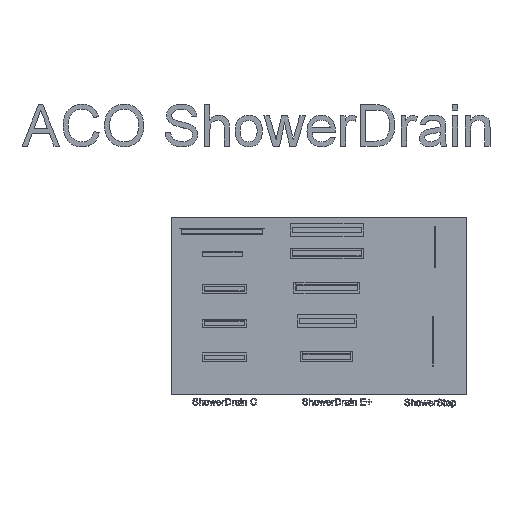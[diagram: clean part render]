
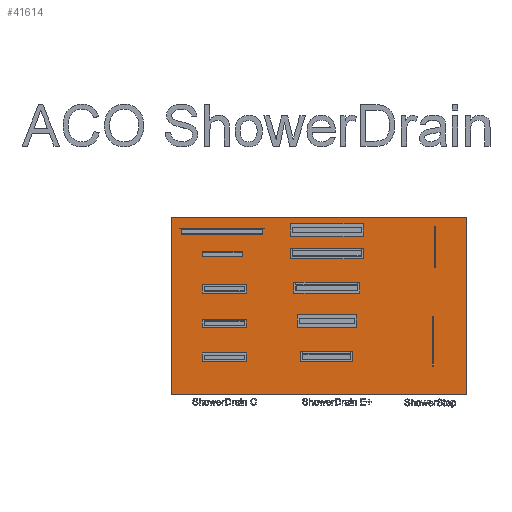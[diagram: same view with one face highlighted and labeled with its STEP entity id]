
A CAD part, top view. The second image highlights one B-rep face of the part: STEP entity #41614.
In plain terms, the highlighted planar face has unit normal (0, 0, 1).
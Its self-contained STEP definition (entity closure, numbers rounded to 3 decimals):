
#2536=FACE_OUTER_BOUND('',#4775,.T.);
#4775=EDGE_LOOP('',(#35313,#35314,#35315,#35316));
#9906=LINE('',#66110,#15527);
#9907=LINE('',#66112,#15528);
#9908=LINE('',#66114,#15529);
#9909=LINE('',#66115,#15530);
#15527=VECTOR('',#54116,304.8);
#15528=VECTOR('',#54117,304.8);
#15529=VECTOR('',#54118,304.8);
#15530=VECTOR('',#54119,304.8);
#19645=VERTEX_POINT('',#66108);
#19646=VERTEX_POINT('',#66109);
#19647=VERTEX_POINT('',#66111);
#19648=VERTEX_POINT('',#66113);
#25004=EDGE_CURVE('',#19645,#19646,#9906,.T.);
#25005=EDGE_CURVE('',#19646,#19647,#9907,.T.);
#25006=EDGE_CURVE('',#19647,#19648,#9908,.T.);
#25007=EDGE_CURVE('',#19648,#19645,#9909,.T.);
#35313=ORIENTED_EDGE('',*,*,#25004,.T.);
#35314=ORIENTED_EDGE('',*,*,#25005,.T.);
#35315=ORIENTED_EDGE('',*,*,#25006,.T.);
#35316=ORIENTED_EDGE('',*,*,#25007,.T.);
#39499=PLANE('',#45499);
#41614=ADVANCED_FACE('',(#2536),#39499,.T.);
#45499=AXIS2_PLACEMENT_3D('',#66107,#54114,#54115);
#54114=DIRECTION('center_axis',(0.,0.,1.));
#54115=DIRECTION('ref_axis',(0.,1.,0.));
#54116=DIRECTION('',(-1.,0.,0.));
#54117=DIRECTION('',(0.,-1.,0.));
#54118=DIRECTION('',(1.,0.,0.));
#54119=DIRECTION('',(0.,1.,0.));
#66107=CARTESIAN_POINT('Origin',(4060.477,-6274.552,0.));
#66108=CARTESIAN_POINT('',(4060.477,-6588.125,0.));
#66109=CARTESIAN_POINT('',(-239.523,-6588.125,0.));
#66110=CARTESIAN_POINT('',(4060.477,-6588.125,0.));
#66111=CARTESIAN_POINT('',(-239.523,-9174.552,0.));
#66112=CARTESIAN_POINT('',(-239.523,-6588.125,0.));
#66113=CARTESIAN_POINT('',(4060.477,-9174.552,0.));
#66114=CARTESIAN_POINT('',(-239.523,-9174.552,0.));
#66115=CARTESIAN_POINT('',(4060.477,-9174.552,0.));
